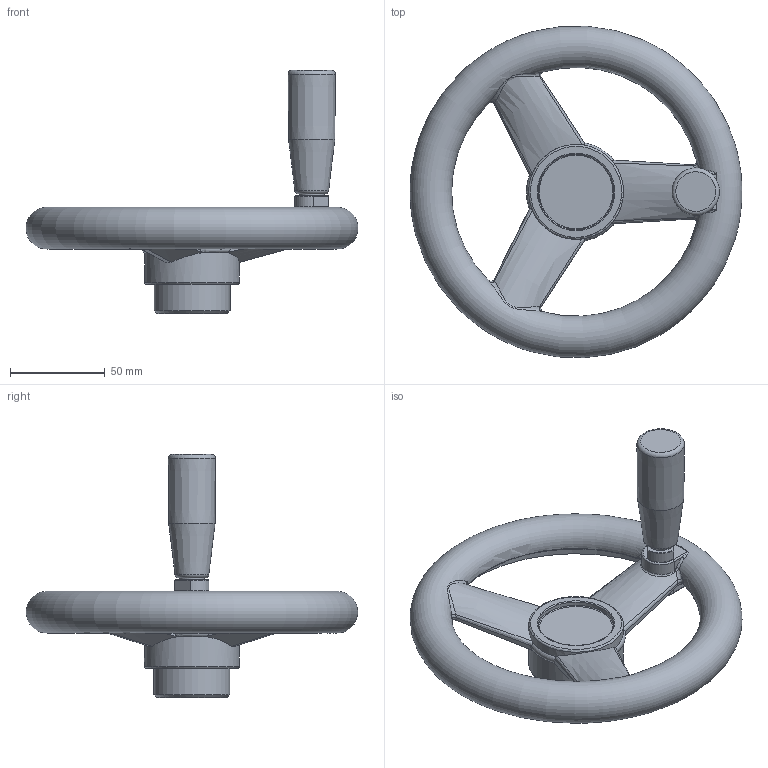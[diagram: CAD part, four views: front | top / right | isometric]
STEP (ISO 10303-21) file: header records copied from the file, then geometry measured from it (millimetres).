
FILE_DESCRIPTION( ( 'Unknown' ), '1' );
FILE_NAME( '6103020_VR175-M.stp', 'Unknown', ( 'Unknown' ), ( 'Unknown' ), 'XStep 1.0', 'Unknown', ' ' );
FILE_SCHEMA( ( 'CONFIG_CONTROL_DESIGN' ) );
Length unit declared in the file: millimetre
Products named in the file (2): 1; 2
Bounding box: 174.92 x 174.65 x 128.1 mm (x, y, z)
Volume: 292743 mm3; surface area: 64683.5 mm2
Topology: 2 solids, 3 shells, 137 faces, 338 edges, 211 vertices
Faces by surface type: plane 41, bspline 41, cylinder 25, torus 18, cone 12
Full cylindrical faces by diameter (mm): 6 x1, 8.3 x1, 8.7 x2, 10 x1, 10.2 x1, 12 x1, 12.8 x1, 13 x1, 13.242 x1, 39.823 x1, 40 x1, 50 x2
Entity records: 9368 total; most frequent: CARTESIAN_POINT 6580, ORIENTED_EDGE 600, DIRECTION 449, EDGE_CURVE 300, AXIS2_PLACEMENT_3D 203, VERTEX_POINT 203, EDGE_LOOP 176, FACE_OUTER_BOUND 158
